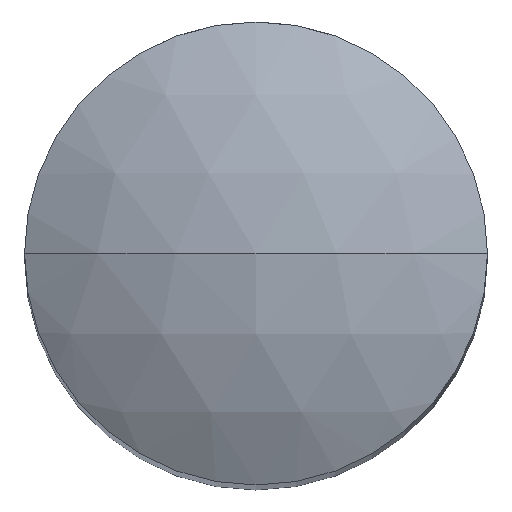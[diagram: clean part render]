
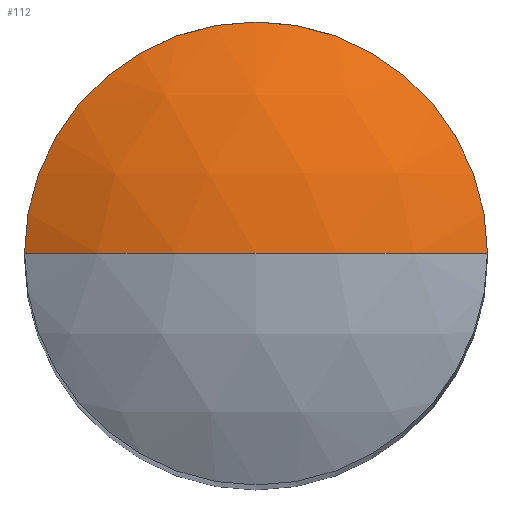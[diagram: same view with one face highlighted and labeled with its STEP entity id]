
A CAD part, top view. The second image highlights one B-rep face of the part: STEP entity #112.
In plain terms, the highlighted spherical face has radius 6 mm.
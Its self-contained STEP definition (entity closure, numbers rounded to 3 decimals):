
#53 = VERTEX_POINT ( 'NONE', #710 ) ;
#57 = VERTEX_POINT ( 'NONE', #705 ) ;
#85 = EDGE_CURVE ( 'NONE', #57, #53, #369, .T. ) ;
#112 = ADVANCED_FACE ( 'NONE', ( #536 ), #684, .T. ) ;
#122 = CARTESIAN_POINT ( 'NONE',  ( 0., 0., 14. ) ) ;
#154 = ORIENTED_EDGE ( 'NONE', *, *, #177, .F. ) ;
#163 = AXIS2_PLACEMENT_3D ( 'NONE', #122, #614, #198 ) ;
#177 = EDGE_CURVE ( 'NONE', #373, #57, #324, .T. ) ;
#198 = DIRECTION ( 'NONE',  ( 0., 0., 1. ) ) ;
#203 = CARTESIAN_POINT ( 'NONE',  ( 0., 0., 14. ) ) ;
#231 = DIRECTION ( 'NONE',  ( 1., 0., 0. ) ) ;
#236 = DIRECTION ( 'NONE',  ( 0., -1., 0. ) ) ;
#247 = DIRECTION ( 'NONE',  ( -1., 0., 0. ) ) ;
#257 = CARTESIAN_POINT ( 'NONE',  ( 0., 0., 14. ) ) ;
#301 = EDGE_LOOP ( 'NONE', ( #154, #516, #645 ) ) ;
#306 = CIRCLE ( 'NONE', #163, 6. ) ;
#313 = AXIS2_PLACEMENT_3D ( 'NONE', #203, #236, #231 ) ;
#324 = CIRCLE ( 'NONE', #313, 6. ) ;
#328 = DIRECTION ( 'NONE',  ( 1., 0., 0. ) ) ;
#333 = AXIS2_PLACEMENT_3D ( 'NONE', #257, #814, #328 ) ;
#355 = AXIS2_PLACEMENT_3D ( 'NONE', #428, #367, #247 ) ;
#367 = DIRECTION ( 'NONE',  ( 0., 0., -1. ) ) ;
#369 = CIRCLE ( 'NONE', #355, 3. ) ;
#373 = VERTEX_POINT ( 'NONE', #482 ) ;
#399 = EDGE_CURVE ( 'NONE', #373, #53, #306, .T. ) ;
#428 = CARTESIAN_POINT ( 'NONE',  ( 0., 0., 19.196 ) ) ;
#482 = CARTESIAN_POINT ( 'NONE',  ( 0., 0., 20. ) ) ;
#516 = ORIENTED_EDGE ( 'NONE', *, *, #399, .T. ) ;
#536 = FACE_OUTER_BOUND ( 'NONE', #301, .T. ) ;
#614 = DIRECTION ( 'NONE',  ( 0., 1., 0. ) ) ;
#645 = ORIENTED_EDGE ( 'NONE', *, *, #85, .F. ) ;
#684 = SPHERICAL_SURFACE ( 'NONE', #333, 6. ) ;
#705 = CARTESIAN_POINT ( 'NONE',  ( -3., 0., 19.196 ) ) ;
#710 = CARTESIAN_POINT ( 'NONE',  ( 3., 0., 19.196 ) ) ;
#814 = DIRECTION ( 'NONE',  ( 0., -1., 0. ) ) ;
